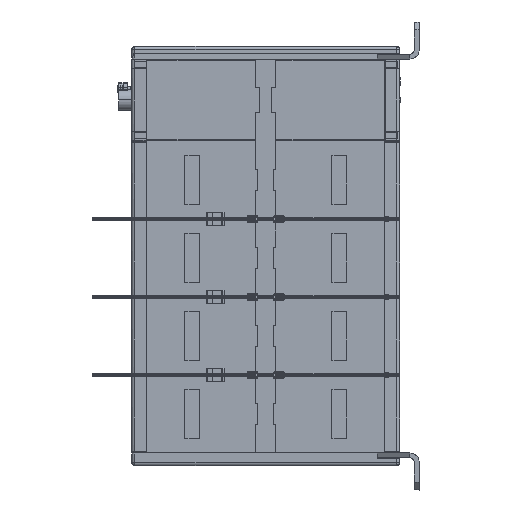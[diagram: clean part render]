
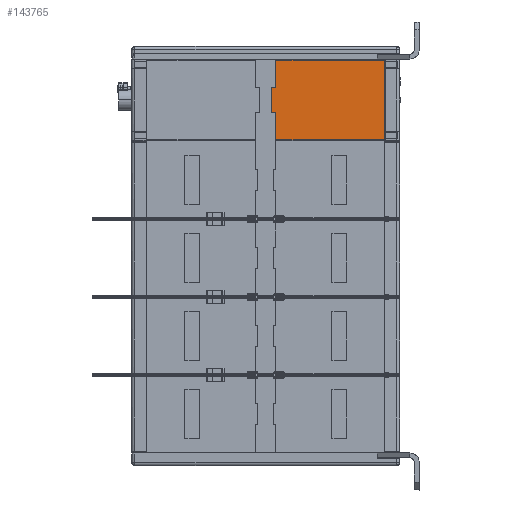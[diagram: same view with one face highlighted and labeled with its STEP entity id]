
A CAD part, left-side view. The second image highlights one B-rep face of the part: STEP entity #143765.
In plain terms, the highlighted planar face has unit normal (-1, 0, 0).
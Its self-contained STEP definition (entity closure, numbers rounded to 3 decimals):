
#2552=DIRECTION('',(0.,0.,1.));
#2553=VECTOR('',#2552,82.);
#2554=CARTESIAN_POINT('',(-134.661,-98.4,
-40.045));
#2555=LINE('',#2554,#2553);
#2846=DIRECTION('',(0.,1.,0.));
#2847=VECTOR('',#2846,111.5);
#2848=CARTESIAN_POINT('',(-134.661,-98.4,
41.955));
#2849=LINE('',#2848,#2847);
#2863=DIRECTION('',(0.,1.,0.));
#2864=VECTOR('',#2863,4.5);
#2865=CARTESIAN_POINT('',(-134.661,13.1,
-11.922));
#2866=LINE('',#2865,#2864);
#2867=DIRECTION('',(0.,0.,1.));
#2868=VECTOR('',#2867,28.1);
#2869=CARTESIAN_POINT('',(-134.661,13.1,13.855));
#2870=LINE('',#2869,#2868);
#2871=DIRECTION('',(0.,-1.,0.));
#2872=VECTOR('',#2871,111.5);
#2873=CARTESIAN_POINT('',(-134.661,13.1,
-40.045));
#2874=LINE('',#2873,#2872);
#2887=DIRECTION('',(0.,0.,-1.));
#2888=VECTOR('',#2887,28.123);
#2889=CARTESIAN_POINT('',(-134.661,13.1,
-11.922));
#2890=LINE('',#2889,#2888);
#116593=DIRECTION('',(0.,1.,0.));
#116594=VECTOR('',#116593,4.5);
#116595=CARTESIAN_POINT('',(-134.661,13.1,
13.855));
#116596=LINE('',#116595,#116594);
#116601=DIRECTION('',(0.,0.,-1.));
#116602=VECTOR('',#116601,25.777);
#116603=CARTESIAN_POINT('',(-134.661,17.6,
13.855));
#116604=LINE('',#116603,#116602);
#119677=CARTESIAN_POINT('',(-134.661,-98.4,
-40.045));
#119678=VERTEX_POINT('',#119677);
#119679=CARTESIAN_POINT('',(-134.661,-98.4,
41.955));
#119680=VERTEX_POINT('',#119679);
#119771=CARTESIAN_POINT('',(-134.661,13.1,
-11.922));
#119772=VERTEX_POINT('',#119771);
#119773=CARTESIAN_POINT('',(-134.661,13.1,
-40.045));
#119774=VERTEX_POINT('',#119773);
#136787=CARTESIAN_POINT('',(-134.661,13.1,
41.955));
#136788=VERTEX_POINT('',#136787);
#136789=CARTESIAN_POINT('',(-134.661,13.1,
13.855));
#136790=VERTEX_POINT('',#136789);
#136793=CARTESIAN_POINT('',(-134.661,17.6,
13.855));
#136794=VERTEX_POINT('',#136793);
#136797=CARTESIAN_POINT('',(-134.661,17.6,
-11.922));
#136798=VERTEX_POINT('',#136797);
#143745=CARTESIAN_POINT('',(-134.661,-17.15,
0.955));
#143746=DIRECTION('',(1.,0.,0.));
#143747=DIRECTION('',(0.,0.,-1.));
#143748=AXIS2_PLACEMENT_3D('',#143745,#143746,#143747);
#143749=PLANE('',#143748);
#143750=ORIENTED_EDGE('',*,*,#143715,.F.);
#143751=ORIENTED_EDGE('',*,*,#143381,.F.);
#143753=ORIENTED_EDGE('',*,*,#143752,.F.);
#143755=ORIENTED_EDGE('',*,*,#143754,.F.);
#143757=ORIENTED_EDGE('',*,*,#143756,.T.);
#143759=ORIENTED_EDGE('',*,*,#143758,.F.);
#143761=ORIENTED_EDGE('',*,*,#143760,.F.);
#143762=ORIENTED_EDGE('',*,*,#143734,.T.);
#143763=EDGE_LOOP('',(#143750,#143751,#143753,#143755,#143757,#143759,#143761,
#143762));
#143764=FACE_OUTER_BOUND('',#143763,.F.);
#143381=EDGE_CURVE('',#119678,#119680,#2555,.T.);
#143715=EDGE_CURVE('',#119680,#136788,#2849,.T.);
#143734=EDGE_CURVE('',#136790,#136788,#2870,.T.);
#143752=EDGE_CURVE('',#119774,#119678,#2874,.T.);
#143754=EDGE_CURVE('',#119772,#119774,#2890,.T.);
#143756=EDGE_CURVE('',#119772,#136798,#2866,.T.);
#143758=EDGE_CURVE('',#136794,#136798,#116604,.T.);
#143760=EDGE_CURVE('',#136790,#136794,#116596,.T.);
#143765=ADVANCED_FACE('',(#143764),#143749,.F.);
